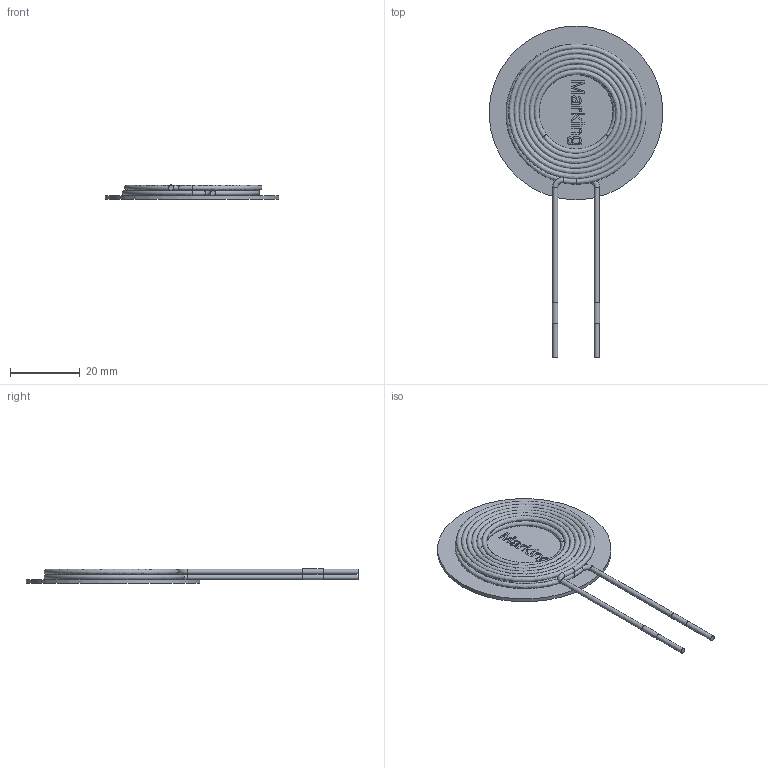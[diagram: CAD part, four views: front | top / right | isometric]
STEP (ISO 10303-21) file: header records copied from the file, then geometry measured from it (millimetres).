
FILE_DESCRIPTION(/* description */ ('Unknown'),/* implementation_level */ '2;1');
FILE_NAME(/* name */ 'L_Wurth_WE-WPCC-TX_760308101141',/* time_stamp */ '2025-04-18T15:53:37+08:00',/* author */ ('Unknown'),/* organization */ ('Unknown'),/* preprocessor_version */ 'ST-DEVELOPER v19.4',/* originating_system */ 'Solid Edge',/* authorisation */ 'Unknown');
FILE_SCHEMA (('AUTOMOTIVE_DESIGN {1 0 10303 214 3 1 1}'));
Length unit declared in the file: millimetre
Products named in the file (2): L_Wurth_WE-WPCC-TX_760308101141
Assembly tree (1 placements, depth 2):
  L_Wurth_WE-WPCC-TX_760308101141
    L_Wurth_WE-WPCC-TX_760308101141
Bounding box: 50 x 95.5 x 4.08 mm (x, y, z)
Volume: 4060.3 mm3; surface area: 9884 mm2
Topology: 2 solids, 2 shells, 94 faces, 239 edges, 159 vertices
Faces by surface type: plane 64, bspline 18, cylinder 8, torus 4
Full cylindrical faces by diameter (mm): 1.45 x4, 1.6 x2, 50 x1
Entity records: 5638 total; most frequent: CARTESIAN_POINT 3601, ORIENTED_EDGE 422, DIRECTION 255, EDGE_CURVE 211, VERTEX_POINT 149, B_SPLINE_CURVE_WITH_KNOTS 132, FACE_BOUND 130, EDGE_LOOP 129
